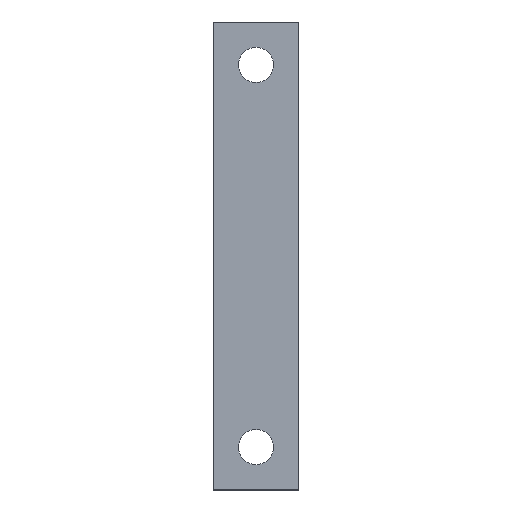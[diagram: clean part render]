
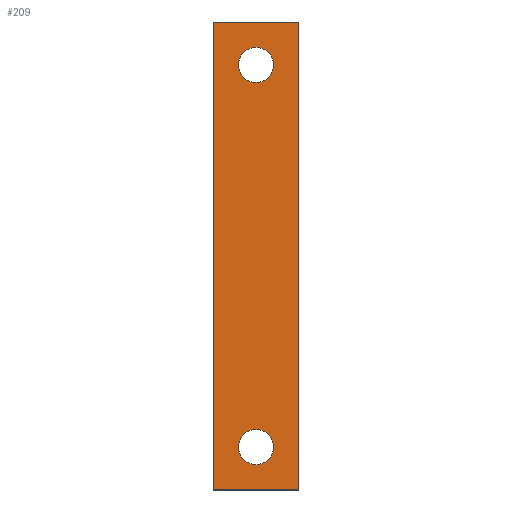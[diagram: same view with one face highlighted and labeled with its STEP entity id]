
A CAD part, top view. The second image highlights one B-rep face of the part: STEP entity #209.
In plain terms, the highlighted planar face has unit normal (0, 0, 1).
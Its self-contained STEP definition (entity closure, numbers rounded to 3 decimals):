
#6 = EDGE_LOOP ( 'NONE', ( #210, #58 ) ) ;
#19 = DIRECTION ( 'NONE',  ( 0., 1., 0. ) ) ;
#35 = EDGE_LOOP ( 'NONE', ( #323, #283 ) ) ;
#51 = EDGE_CURVE ( 'NONE', #70, #189, #732, .T. ) ;
#55 = EDGE_CURVE ( 'NONE', #71, #141, #727, .T. ) ;
#58 = ORIENTED_EDGE ( 'NONE', *, *, #198, .T. ) ;
#64 = EDGE_CURVE ( 'NONE', #71, #70, #852, .T. ) ;
#70 = VERTEX_POINT ( 'NONE', #838 ) ;
#71 = VERTEX_POINT ( 'NONE', #833 ) ;
#72 = EDGE_CURVE ( 'NONE', #123, #202, #842, .T. ) ;
#87 = ORIENTED_EDGE ( 'NONE', *, *, #64, .T. ) ;
#88 = ORIENTED_EDGE ( 'NONE', *, *, #55, .F. ) ;
#89 = ORIENTED_EDGE ( 'NONE', *, *, #96, .F. ) ;
#96 = EDGE_CURVE ( 'NONE', #141, #189, #898, .T. ) ;
#112 = EDGE_CURVE ( 'NONE', #202, #123, #887, .T. ) ;
#123 = VERTEX_POINT ( 'NONE', #775 ) ;
#135 = VERTEX_POINT ( 'NONE', #948 ) ;
#141 = VERTEX_POINT ( 'NONE', #859 ) ;
#189 = VERTEX_POINT ( 'NONE', #999 ) ;
#198 = EDGE_CURVE ( 'NONE', #206, #135, #1009, .T. ) ;
#202 = VERTEX_POINT ( 'NONE', #1008 ) ;
#206 = VERTEX_POINT ( 'NONE', #992 ) ;
#209 = ADVANCED_FACE ( 'NONE', ( #991, #969, #993 ), #990, .F. ) ;
#210 = ORIENTED_EDGE ( 'NONE', *, *, #211, .T. ) ;
#211 = EDGE_CURVE ( 'NONE', #135, #206, #984, .T. ) ;
#283 = ORIENTED_EDGE ( 'NONE', *, *, #112, .T. ) ;
#323 = ORIENTED_EDGE ( 'NONE', *, *, #72, .T. ) ;
#433 = EDGE_LOOP ( 'NONE', ( #434, #89, #88, #87 ) ) ;
#434 = ORIENTED_EDGE ( 'NONE', *, *, #51, .T. ) ;
#725 = DIRECTION ( 'NONE',  ( 0., -1., 0. ) ) ;
#726 = CARTESIAN_POINT ( 'NONE',  ( 5.5, 0., 0. ) ) ;
#727 = LINE ( 'NONE', #726, #960 ) ;
#729 = DIRECTION ( 'NONE',  ( 0., -1., 0. ) ) ;
#730 = VECTOR ( 'NONE', #729, 1000. ) ;
#731 = CARTESIAN_POINT ( 'NONE',  ( -5.5, 0., 0. ) ) ;
#732 = LINE ( 'NONE', #731, #730 ) ;
#770 = DIRECTION ( 'NONE',  ( 0., 1., 0. ) ) ;
#771 = DIRECTION ( 'NONE',  ( 0., 0., -1. ) ) ;
#772 = CARTESIAN_POINT ( 'NONE',  ( 0., 54.5, 0. ) ) ;
#773 = AXIS2_PLACEMENT_3D ( 'NONE', #772, #771, #770 ) ;
#775 = CARTESIAN_POINT ( 'NONE',  ( 0., 56.75, 0. ) ) ;
#825 = DIRECTION ( 'NONE',  ( 0., 1., 0. ) ) ;
#826 = DIRECTION ( 'NONE',  ( 0., 0., -1. ) ) ;
#827 = AXIS2_PLACEMENT_3D ( 'NONE', #837, #826, #825 ) ;
#833 = CARTESIAN_POINT ( 'NONE',  ( 5.5, 60., 0. ) ) ;
#837 = CARTESIAN_POINT ( 'NONE',  ( 0., 54.5, 0. ) ) ;
#838 = CARTESIAN_POINT ( 'NONE',  ( -5.5, 60., 0. ) ) ;
#842 = CIRCLE ( 'NONE', #827, 2.25 ) ;
#849 = CARTESIAN_POINT ( 'NONE',  ( 5.5, 60., 0. ) ) ;
#850 = DIRECTION ( 'NONE',  ( -1., 0., 0. ) ) ;
#851 = VECTOR ( 'NONE', #850, 1000. ) ;
#852 = LINE ( 'NONE', #849, #851 ) ;
#859 = CARTESIAN_POINT ( 'NONE',  ( 5.5, 0., 0. ) ) ;
#887 = CIRCLE ( 'NONE', #773, 2.25 ) ;
#896 = DIRECTION ( 'NONE',  ( -1., 0., 0. ) ) ;
#897 = VECTOR ( 'NONE', #896, 1000. ) ;
#898 = LINE ( 'NONE', #904, #897 ) ;
#904 = CARTESIAN_POINT ( 'NONE',  ( 5.5, 0., 0. ) ) ;
#948 = CARTESIAN_POINT ( 'NONE',  ( 0., 7.75, 0. ) ) ;
#960 = VECTOR ( 'NONE', #725, 1000. ) ;
#964 = AXIS2_PLACEMENT_3D ( 'NONE', #988, #986, #985 ) ;
#969 = FACE_BOUND ( 'NONE', #6, .T. ) ;
#972 = DIRECTION ( 'NONE',  ( 0., 1., 0. ) ) ;
#982 = DIRECTION ( 'NONE',  ( 0., 0., -1. ) ) ;
#983 = AXIS2_PLACEMENT_3D ( 'NONE', #987, #982, #19 ) ;
#984 = CIRCLE ( 'NONE', #983, 2.25 ) ;
#985 = DIRECTION ( 'NONE',  ( -1., 0., 0. ) ) ;
#986 = DIRECTION ( 'NONE',  ( 0., 0., -1. ) ) ;
#987 = CARTESIAN_POINT ( 'NONE',  ( 0., 5.5, 0. ) ) ;
#988 = CARTESIAN_POINT ( 'NONE',  ( 5.5, 0., 0. ) ) ;
#990 = PLANE ( 'NONE',  #964 ) ;
#991 = FACE_BOUND ( 'NONE', #35, .T. ) ;
#992 = CARTESIAN_POINT ( 'NONE',  ( 0., 3.25, 0. ) ) ;
#993 = FACE_OUTER_BOUND ( 'NONE', #433, .T. ) ;
#999 = CARTESIAN_POINT ( 'NONE',  ( -5.5, 0., 0. ) ) ;
#1000 = CARTESIAN_POINT ( 'NONE',  ( 0., 5.5, 0. ) ) ;
#1006 = DIRECTION ( 'NONE',  ( 0., 0., -1. ) ) ;
#1007 = AXIS2_PLACEMENT_3D ( 'NONE', #1000, #1006, #972 ) ;
#1008 = CARTESIAN_POINT ( 'NONE',  ( 0., 52.25, 0. ) ) ;
#1009 = CIRCLE ( 'NONE', #1007, 2.25 ) ;
